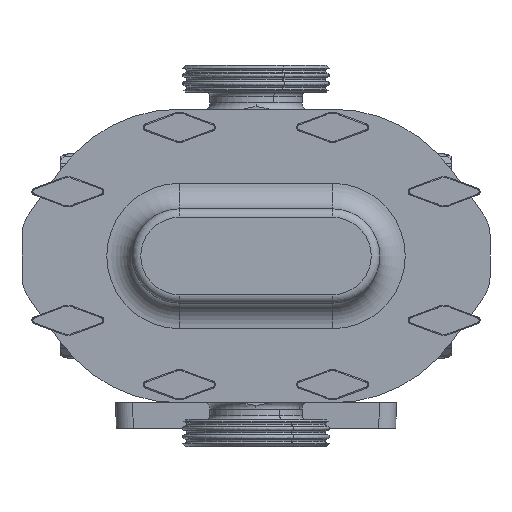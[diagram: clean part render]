
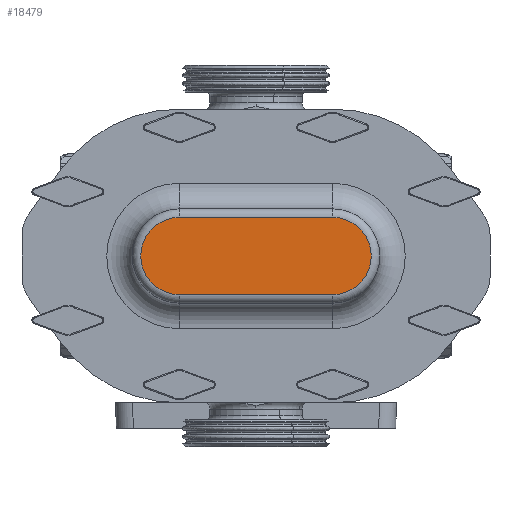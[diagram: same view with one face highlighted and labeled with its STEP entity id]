
A CAD part, left-side view. The second image highlights one B-rep face of the part: STEP entity #18479.
In plain terms, the highlighted planar face has unit normal (-1, 0, 0).
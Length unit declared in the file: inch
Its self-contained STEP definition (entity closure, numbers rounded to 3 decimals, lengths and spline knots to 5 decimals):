
#1096 = DIRECTION ( 'NONE',  ( 0., 0., 1. ) ) ;
#2090 = DIRECTION ( 'NONE',  ( 0., -1., 0. ) ) ;
#3697 = EDGE_CURVE ( 'NONE', #25329, #27914, #19053, .T. ) ;
#3939 = FACE_OUTER_BOUND ( 'NONE', #22459, .T. ) ;
#4806 = EDGE_CURVE ( 'NONE', #27914, #17550, #32330, .T. ) ;
#5139 = CARTESIAN_POINT ( 'NONE',  ( -2.21, -2.25, 1.135 ) ) ;
#8465 = VECTOR ( 'NONE', #21790, 39.37008 ) ;
#9092 = EDGE_CURVE ( 'NONE', #34326, #25329, #13190, .T. ) ;
#9188 = EDGE_CURVE ( 'NONE', #17550, #34326, #11104, .T. ) ;
#9303 = VECTOR ( 'NONE', #2090, 39.37008 ) ;
#11104 = CIRCLE ( 'NONE', #39185, 1.135 ) ;
#12518 = AXIS2_PLACEMENT_3D ( 'NONE', #21308, #18450, #33963 ) ;
#13020 = CARTESIAN_POINT ( 'NONE',  ( -2.21, -2.25, -1.135 ) ) ;
#13190 = LINE ( 'NONE', #31790, #8465 ) ;
#14592 = CARTESIAN_POINT ( 'NONE',  ( -2.21, 2.25, 1.135 ) ) ;
#15423 = ORIENTED_EDGE ( 'NONE', *, *, #3697, .T. ) ;
#16412 = DIRECTION ( 'NONE',  ( -1., 0., 0. ) ) ;
#17550 = VERTEX_POINT ( 'NONE', #13020 ) ;
#18450 = DIRECTION ( 'NONE',  ( -1., 0., 0. ) ) ;
#18479 = ADVANCED_FACE ( 'NONE', ( #3939 ), #37860, .T. ) ;
#19053 = CIRCLE ( 'NONE', #12518, 1.135 ) ;
#19512 = DIRECTION ( 'NONE',  ( 0., 0., 1. ) ) ;
#21308 = CARTESIAN_POINT ( 'NONE',  ( -2.21, 2.25, 0. ) ) ;
#21790 = DIRECTION ( 'NONE',  ( 0., 1., 0. ) ) ;
#22459 = EDGE_LOOP ( 'NONE', ( #25865, #15423, #28528, #25806 ) ) ;
#24336 = CARTESIAN_POINT ( 'NONE',  ( -2.21, 2.25, -1.135 ) ) ;
#25329 = VERTEX_POINT ( 'NONE', #14592 ) ;
#25806 = ORIENTED_EDGE ( 'NONE', *, *, #9188, .T. ) ;
#25865 = ORIENTED_EDGE ( 'NONE', *, *, #9092, .T. ) ;
#26261 = CARTESIAN_POINT ( 'NONE',  ( -2.21, -2.25, 0. ) ) ;
#26807 = AXIS2_PLACEMENT_3D ( 'NONE', #38076, #16412, #1096 ) ;
#27914 = VERTEX_POINT ( 'NONE', #24336 ) ;
#28528 = ORIENTED_EDGE ( 'NONE', *, *, #4806, .T. ) ;
#29670 = CARTESIAN_POINT ( 'NONE',  ( -2.21, -2.25, -1.135 ) ) ;
#31790 = CARTESIAN_POINT ( 'NONE',  ( -2.21, 2.25, 1.135 ) ) ;
#32330 = LINE ( 'NONE', #29670, #9303 ) ;
#32590 = DIRECTION ( 'NONE',  ( -1., 0., 0. ) ) ;
#33963 = DIRECTION ( 'NONE',  ( 0., 0., 1. ) ) ;
#34326 = VERTEX_POINT ( 'NONE', #5139 ) ;
#37860 = PLANE ( 'NONE',  #26807 ) ;
#38076 = CARTESIAN_POINT ( 'NONE',  ( -2.21, 2.25, 0. ) ) ;
#39185 = AXIS2_PLACEMENT_3D ( 'NONE', #26261, #32590, #19512 ) ;
